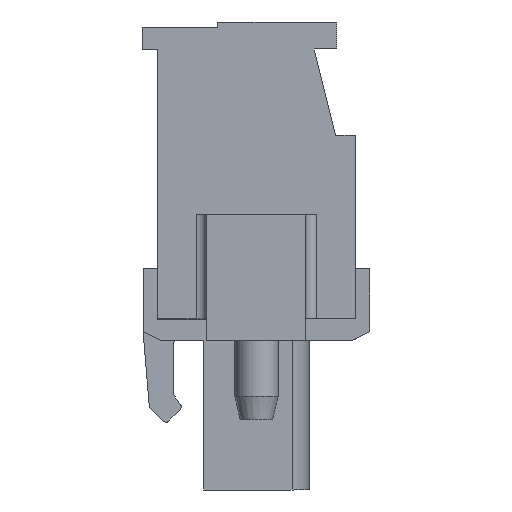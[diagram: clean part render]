
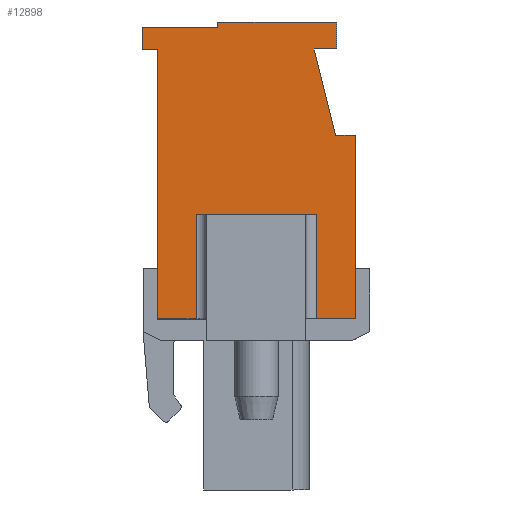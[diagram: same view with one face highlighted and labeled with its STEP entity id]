
A CAD part, left-side view. The second image highlights one B-rep face of the part: STEP entity #12898.
In plain terms, the highlighted planar face has unit normal (-1, 0, 0).
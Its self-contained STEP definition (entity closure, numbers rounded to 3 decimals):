
#396=ORIENTED_EDGE('',*,*,#4180,.T.);
#397=ORIENTED_EDGE('',*,*,#4181,.T.);
#398=ORIENTED_EDGE('',*,*,#4173,.T.);
#399=ORIENTED_EDGE('',*,*,#4182,.T.);
#400=ORIENTED_EDGE('',*,*,#4183,.T.);
#401=ORIENTED_EDGE('',*,*,#4184,.T.);
#402=ORIENTED_EDGE('',*,*,#4185,.T.);
#403=ORIENTED_EDGE('',*,*,#4186,.T.);
#404=ORIENTED_EDGE('',*,*,#4187,.T.);
#405=ORIENTED_EDGE('',*,*,#4188,.T.);
#406=ORIENTED_EDGE('',*,*,#4189,.T.);
#407=ORIENTED_EDGE('',*,*,#4190,.T.);
#408=ORIENTED_EDGE('',*,*,#4191,.T.);
#409=ORIENTED_EDGE('',*,*,#4192,.T.);
#410=ORIENTED_EDGE('',*,*,#4193,.T.);
#411=ORIENTED_EDGE('',*,*,#4194,.T.);
#4173=EDGE_CURVE('',#6065,#6066,#7318,.T.);
#4180=EDGE_CURVE('',#6072,#6073,#7322,.T.);
#4181=EDGE_CURVE('',#6073,#6065,#7323,.T.);
#4182=EDGE_CURVE('',#6066,#6074,#7324,.T.);
#4183=EDGE_CURVE('',#6074,#6075,#7325,.T.);
#4184=EDGE_CURVE('',#6075,#6076,#7326,.T.);
#4185=EDGE_CURVE('',#6076,#6077,#7327,.T.);
#4186=EDGE_CURVE('',#6077,#6078,#7328,.T.);
#4187=EDGE_CURVE('',#6078,#6079,#7329,.T.);
#4188=EDGE_CURVE('',#6079,#6080,#7330,.T.);
#4189=EDGE_CURVE('',#6080,#6081,#7331,.T.);
#4190=EDGE_CURVE('',#6081,#6082,#7332,.T.);
#4191=EDGE_CURVE('',#6082,#6083,#7333,.T.);
#4192=EDGE_CURVE('',#6083,#6084,#7334,.T.);
#4193=EDGE_CURVE('',#6084,#6085,#7335,.T.);
#4194=EDGE_CURVE('',#6085,#6072,#7336,.T.);
#6065=VERTEX_POINT('',#18396);
#6066=VERTEX_POINT('',#18397);
#6072=VERTEX_POINT('',#18411);
#6073=VERTEX_POINT('',#18412);
#6074=VERTEX_POINT('',#18415);
#6075=VERTEX_POINT('',#18417);
#6076=VERTEX_POINT('',#18419);
#6077=VERTEX_POINT('',#18421);
#6078=VERTEX_POINT('',#18423);
#6079=VERTEX_POINT('',#18425);
#6080=VERTEX_POINT('',#18427);
#6081=VERTEX_POINT('',#18429);
#6082=VERTEX_POINT('',#18431);
#6083=VERTEX_POINT('',#18433);
#6084=VERTEX_POINT('',#18435);
#6085=VERTEX_POINT('',#18437);
#7318=LINE('',#18395,#9028);
#7322=LINE('',#18410,#9032);
#7323=LINE('',#18413,#9033);
#7324=LINE('',#18414,#9034);
#7325=LINE('',#18416,#9035);
#7326=LINE('',#18418,#9036);
#7327=LINE('',#18420,#9037);
#7328=LINE('',#18422,#9038);
#7329=LINE('',#18424,#9039);
#7330=LINE('',#18426,#9040);
#7331=LINE('',#18428,#9041);
#7332=LINE('',#18430,#9042);
#7333=LINE('',#18432,#9043);
#7334=LINE('',#18434,#9044);
#7335=LINE('',#18436,#9045);
#7336=LINE('',#18438,#9046);
#9028=VECTOR('',#14923,1000.);
#9032=VECTOR('',#14935,1000.);
#9033=VECTOR('',#14936,1000.);
#9034=VECTOR('',#14937,1000.);
#9035=VECTOR('',#14938,1000.);
#9036=VECTOR('',#14939,1000.);
#9037=VECTOR('',#14940,1000.);
#9038=VECTOR('',#14941,1000.);
#9039=VECTOR('',#14942,1000.);
#9040=VECTOR('',#14943,1000.);
#9041=VECTOR('',#14944,1000.);
#9042=VECTOR('',#14945,1000.);
#9043=VECTOR('',#14946,1000.);
#9044=VECTOR('',#14947,1000.);
#9045=VECTOR('',#14948,1000.);
#9046=VECTOR('',#14949,1000.);
#10740=EDGE_LOOP('',(#396,#397,#398,#399,#400,#401,#402,#403,#404,#405,
#406,#407,#408,#409,#410,#411));
#11524=FACE_BOUND('',#10740,.T.);
#12305=PLANE('',#14034);
#12898=ADVANCED_FACE('',(#11524),#12305,.T.);
#14034=AXIS2_PLACEMENT_3D('',#18409,#14933,#14934);
#14923=DIRECTION('',(0.,-1.,0.));
#14933=DIRECTION('',(-1.,0.,0.));
#14934=DIRECTION('',(0.,0.,1.));
#14935=DIRECTION('',(0.,-1.,0.));
#14936=DIRECTION('',(0.,0.,1.));
#14937=DIRECTION('',(0.,0.,-1.));
#14938=DIRECTION('',(0.,-1.,0.));
#14939=DIRECTION('',(0.,0.,1.));
#14940=DIRECTION('',(0.,1.,0.));
#14941=DIRECTION('',(0.,0.243,0.97));
#14942=DIRECTION('',(0.,-1.,0.));
#14943=DIRECTION('',(0.,0.,1.));
#14944=DIRECTION('',(0.,1.,0.));
#14945=DIRECTION('',(0.,0.,-1.));
#14946=DIRECTION('',(0.,1.,0.));
#14947=DIRECTION('',(0.,0.,-1.));
#14948=DIRECTION('',(0.,-1.,0.));
#14949=DIRECTION('',(0.,0.,-1.));
#18395=CARTESIAN_POINT('',(-12.5,2.75,-1.675));
#18396=CARTESIAN_POINT('',(-12.5,3.35,-1.675));
#18397=CARTESIAN_POINT('',(-12.5,-3.35,-1.675));
#18409=CARTESIAN_POINT('',(-12.5,0.,0.));
#18410=CARTESIAN_POINT('',(-12.5,5.5,-7.475));
#18411=CARTESIAN_POINT('',(-12.5,5.5,-7.475));
#18412=CARTESIAN_POINT('',(-12.5,3.35,-7.475));
#18413=CARTESIAN_POINT('',(-12.5,3.35,-1.675));
#18414=CARTESIAN_POINT('',(-12.5,-3.35,-7.475));
#18415=CARTESIAN_POINT('',(-12.5,-3.35,-7.475));
#18416=CARTESIAN_POINT('',(-12.5,5.5,-7.475));
#18417=CARTESIAN_POINT('',(-12.5,-5.5,-7.475));
#18418=CARTESIAN_POINT('',(-12.5,-5.5,-7.475));
#18419=CARTESIAN_POINT('',(-12.5,-5.5,2.725));
#18420=CARTESIAN_POINT('',(-12.5,-5.5,2.725));
#18421=CARTESIAN_POINT('',(-12.5,-4.4,2.725));
#18422=CARTESIAN_POINT('',(-12.5,-4.4,2.725));
#18423=CARTESIAN_POINT('',(-12.5,-3.2,7.525));
#18424=CARTESIAN_POINT('',(-12.5,-3.2,7.525));
#18425=CARTESIAN_POINT('',(-12.5,-4.45,7.525));
#18426=CARTESIAN_POINT('',(-12.5,-4.45,7.525));
#18427=CARTESIAN_POINT('',(-12.5,-4.45,9.025));
#18428=CARTESIAN_POINT('',(-12.5,-4.45,9.025));
#18429=CARTESIAN_POINT('',(-12.5,2.15,9.025));
#18430=CARTESIAN_POINT('',(-12.5,2.15,9.025));
#18431=CARTESIAN_POINT('',(-12.5,2.15,8.725));
#18432=CARTESIAN_POINT('',(-12.5,2.15,8.725));
#18433=CARTESIAN_POINT('',(-12.5,6.35,8.725));
#18434=CARTESIAN_POINT('',(-12.5,6.35,8.725));
#18435=CARTESIAN_POINT('',(-12.5,6.35,7.475));
#18436=CARTESIAN_POINT('',(-12.5,6.35,7.475));
#18437=CARTESIAN_POINT('',(-12.5,5.5,7.475));
#18438=CARTESIAN_POINT('',(-12.5,5.5,7.475));
